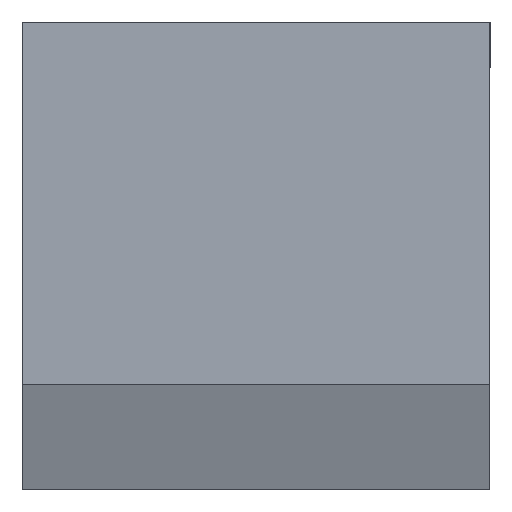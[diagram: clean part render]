
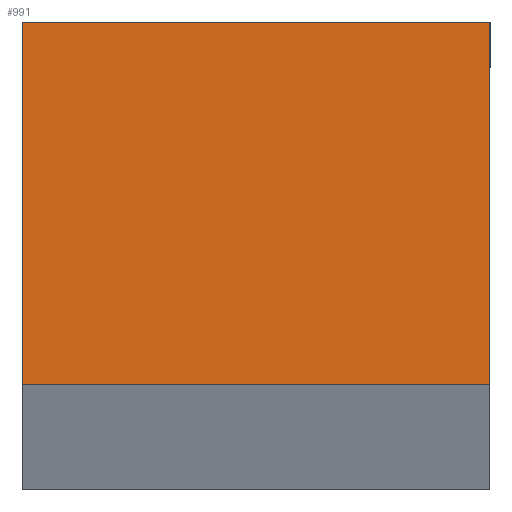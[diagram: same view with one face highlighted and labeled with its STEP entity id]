
A CAD part, left-side view. The second image highlights one B-rep face of the part: STEP entity #991.
In plain terms, the highlighted planar face has unit normal (-1, 0, 0).
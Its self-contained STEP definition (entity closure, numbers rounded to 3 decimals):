
#991=ADVANCED_FACE('NONE',(#2455),#2456,.F.);
#2455=FACE_OUTER_BOUND('',#4389,.T.);
#2456=PLANE('',#4390);
#4389=EDGE_LOOP('',(#8399,#8400,#8401,#8402));
#4390=AXIS2_PLACEMENT_3D('',#8403,#8404,#8405);
#8399=ORIENTED_EDGE('',*,*,#14002,.F.);
#8400=ORIENTED_EDGE('',*,*,#12244,.F.);
#8401=ORIENTED_EDGE('',*,*,#14003,.F.);
#8402=ORIENTED_EDGE('',*,*,#13517,.T.);
#8403=CARTESIAN_POINT('',(0.0,0.0,10.0));
#8404=DIRECTION('',(1.0,0.0,0.0));
#8405=DIRECTION('',(0.0,1.0,-0.0));
#12244=EDGE_CURVE('NONE',#14810,#14812,#14813,.T.);
#13517=EDGE_CURVE('NONE',#17357,#17355,#17358,.T.);
#14002=EDGE_CURVE('NONE',#14812,#17355,#17845,.T.);
#14003=EDGE_CURVE('NONE',#17357,#14810,#17846,.T.);
#14810=VERTEX_POINT('NONE',#18656);
#14812=VERTEX_POINT('NONE',#18659);
#14813=LINE('',#18660,#18661);
#17355=VERTEX_POINT('NONE',#22473);
#17357=VERTEX_POINT('NONE',#22476);
#17358=LINE('',#22477,#22478);
#17845=LINE('',#23288,#23289);
#17846=LINE('',#23290,#23291);
#18656=CARTESIAN_POINT('',(0.0,0.0,10.0));
#18659=CARTESIAN_POINT('',(0.0,0.0,2.25));
#18660=CARTESIAN_POINT('',(0.0,0.0,10.0));
#18661=VECTOR('',#24412,1000.0);
#22473=CARTESIAN_POINT('',(0.0,10.0,2.25));
#22476=CARTESIAN_POINT('',(0.0,10.,10.0));
#22477=CARTESIAN_POINT('',(0.0,10.,10.0));
#22478=VECTOR('',#25684,1000.0);
#23288=CARTESIAN_POINT('',(0.0,0.0,2.25));
#23289=VECTOR('',#26008,1000.0);
#23290=CARTESIAN_POINT('',(0.0,0.0,10.0));
#23291=VECTOR('',#26009,1000.0);
#24412=DIRECTION('',(-0.0,-0.0,-1.0));
#25684=DIRECTION('',(-0.0,-0.0,-1.0));
#26008=DIRECTION('',(0.0,1.0,0.0));
#26009=DIRECTION('',(-0.0,-1.0,-0.0));
